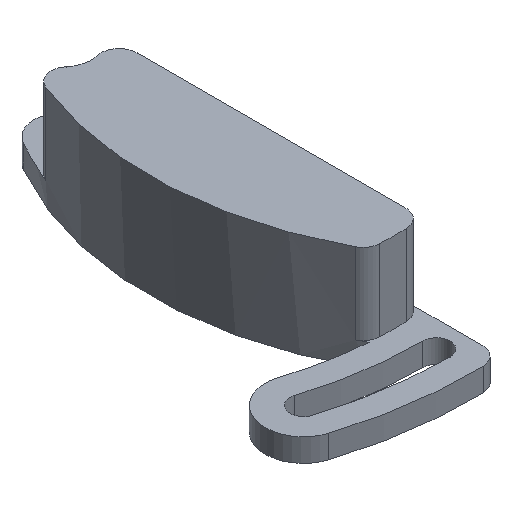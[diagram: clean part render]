
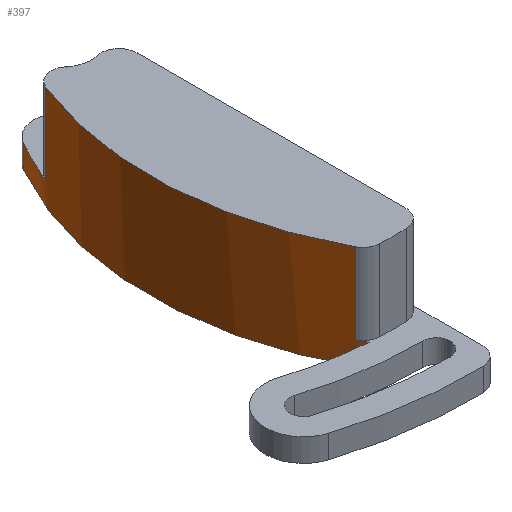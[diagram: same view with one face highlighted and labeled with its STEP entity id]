
A CAD part, isometric view. The second image highlights one B-rep face of the part: STEP entity #397.
In plain terms, the highlighted cylindrical face has radius 30.48 mm (diameter 60.96 mm), a partial arc.
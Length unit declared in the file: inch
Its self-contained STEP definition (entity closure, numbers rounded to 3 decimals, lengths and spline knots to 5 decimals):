
#32=FACE_OUTER_BOUND('',#55,.T.);
#55=EDGE_LOOP('',(#300,#301,#302,#303,#304,#305,#306,#307));
#85=LINE('',#684,#108);
#86=LINE('',#689,#109);
#87=LINE('',#692,#110);
#88=LINE('',#693,#111);
#108=VECTOR('',#545,0.28);
#109=VECTOR('',#550,0.08);
#110=VECTOR('',#553,0.08);
#111=VECTOR('',#554,0.28);
#125=CIRCLE('',#422,1.2);
#138=CIRCLE('',#438,1.2);
#143=CIRCLE('',#445,1.2);
#144=CIRCLE('',#446,1.2);
#168=VERTEX_POINT('',#642);
#169=VERTEX_POINT('',#644);
#180=VERTEX_POINT('',#672);
#181=VERTEX_POINT('',#674);
#184=VERTEX_POINT('',#682);
#185=VERTEX_POINT('',#686);
#186=VERTEX_POINT('',#688);
#187=VERTEX_POINT('',#690);
#210=EDGE_CURVE('',#169,#168,#125,.T.);
#225=EDGE_CURVE('',#181,#180,#138,.T.);
#230=EDGE_CURVE('',#180,#184,#85,.T.);
#231=EDGE_CURVE('',#184,#185,#143,.T.);
#232=EDGE_CURVE('',#186,#185,#86,.T.);
#233=EDGE_CURVE('',#187,#186,#144,.T.);
#234=EDGE_CURVE('',#187,#169,#87,.T.);
#235=EDGE_CURVE('',#168,#181,#88,.T.);
#300=ORIENTED_EDGE('',*,*,#231,.T.);
#301=ORIENTED_EDGE('',*,*,#232,.F.);
#302=ORIENTED_EDGE('',*,*,#233,.F.);
#303=ORIENTED_EDGE('',*,*,#234,.T.);
#304=ORIENTED_EDGE('',*,*,#210,.T.);
#305=ORIENTED_EDGE('',*,*,#235,.T.);
#306=ORIENTED_EDGE('',*,*,#225,.T.);
#307=ORIENTED_EDGE('',*,*,#230,.T.);
#377=CYLINDRICAL_SURFACE('',#444,1.2);
#397=ADVANCED_FACE('',(#32),#377,.T.);
#422=AXIS2_PLACEMENT_3D('',#645,#499,#500);
#438=AXIS2_PLACEMENT_3D('',#675,#533,#534);
#444=AXIS2_PLACEMENT_3D('',#685,#546,#547);
#445=AXIS2_PLACEMENT_3D('',#687,#548,#549);
#446=AXIS2_PLACEMENT_3D('',#691,#551,#552);
#499=DIRECTION('center_axis',(0.,0.,-1.));
#500=DIRECTION('ref_axis',(-0.866,-0.5,0.));
#533=DIRECTION('center_axis',(0.,0.,-1.));
#534=DIRECTION('ref_axis',(-0.866,-0.5,0.));
#545=DIRECTION('',(0.,0.,-1.));
#546=DIRECTION('center_axis',(0.,0.,-1.));
#547=DIRECTION('ref_axis',(-0.866,-0.5,0.));
#548=DIRECTION('center_axis',(0.,0.,-1.));
#549=DIRECTION('ref_axis',(-0.866,-0.5,0.));
#550=DIRECTION('',(0.,0.,1.));
#551=DIRECTION('center_axis',(0.,0.,-1.));
#552=DIRECTION('ref_axis',(-0.866,-0.5,0.));
#553=DIRECTION('',(0.,0.,1.));
#554=DIRECTION('',(0.,0.,1.));
#642=CARTESIAN_POINT('',(0.30584,-0.56932,0.08));
#644=CARTESIAN_POINT('',(0.32296,-0.6,0.08));
#645=CARTESIAN_POINT('Origin',(1.36219,0.,0.08));
#672=CARTESIAN_POINT('',(0.24874,0.44748,0.36));
#674=CARTESIAN_POINT('',(0.30584,-0.56932,0.36));
#675=CARTESIAN_POINT('Origin',(1.36219,0.,0.36));
#682=CARTESIAN_POINT('',(0.24874,0.44748,0.08));
#684=CARTESIAN_POINT('',(0.24874,0.44748,0.));
#685=CARTESIAN_POINT('Origin',(1.36219,0.,0.));
#686=CARTESIAN_POINT('',(0.32296,0.6,0.08));
#687=CARTESIAN_POINT('Origin',(1.36219,0.,0.08));
#688=CARTESIAN_POINT('',(0.32296,0.6,0.));
#689=CARTESIAN_POINT('',(0.32296,0.6,0.));
#690=CARTESIAN_POINT('',(0.32296,-0.6,0.));
#691=CARTESIAN_POINT('Origin',(1.36219,0.,0.));
#692=CARTESIAN_POINT('',(0.32296,-0.6,0.));
#693=CARTESIAN_POINT('',(0.30584,-0.56932,0.08));
